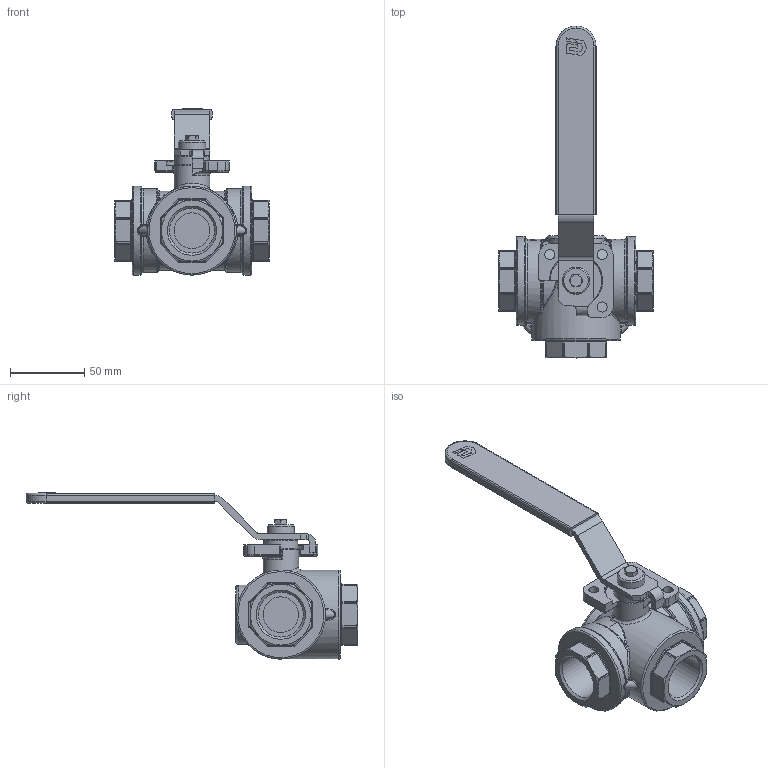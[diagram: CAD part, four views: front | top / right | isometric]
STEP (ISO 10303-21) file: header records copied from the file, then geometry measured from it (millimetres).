
FILE_DESCRIPTION(('HOOPS Exchange Step'),'2;1');
FILE_NAME('GK0800_DN25.stp','2025-11-12T14:59:21+01:00',('nieru'),('Unknown organisation'),'HOOPS Exchange 2024.2','HOOPS Exchange','Unknown authorisation');
FILE_SCHEMA( ('AP203_CONFIGURATION_CONTROLLED_3D_DESIGN_OF_MECHANICAL_PARTS_AND_ASSEMBLIES_MIM_LF') );
Length unit declared in the file: millimetre
Products named in the file (2): 0; root
Assembly tree (1 placements, depth 2):
  root
    0
Bounding box: 104 x 223.9 x 112.15 mm (x, y, z)
Volume: 303232.5 mm3; surface area: 54008.1 mm2
Topology: 1 solids, 1 shells, 901 faces, 2367 edges, 1460 vertices
Faces by surface type: bspline 306, plane 234, cylinder 229, cone 58, torus 51, sphere 23
Full cylindrical faces by diameter (mm): 6.8 x3, 6.88 x1, 18.5 x1, 23 x1, 24 x4, 30.29 x3, 60 x3
Entity records: 39725 total; most frequent: CARTESIAN_POINT 20375, ORIENTED_EDGE 4640, DIRECTION 2952, EDGE_CURVE 2320, VERTEX_POINT 1460, AXIS2_PLACEMENT_3D 1053, EDGE_LOOP 946, FACE_BOUND 946
